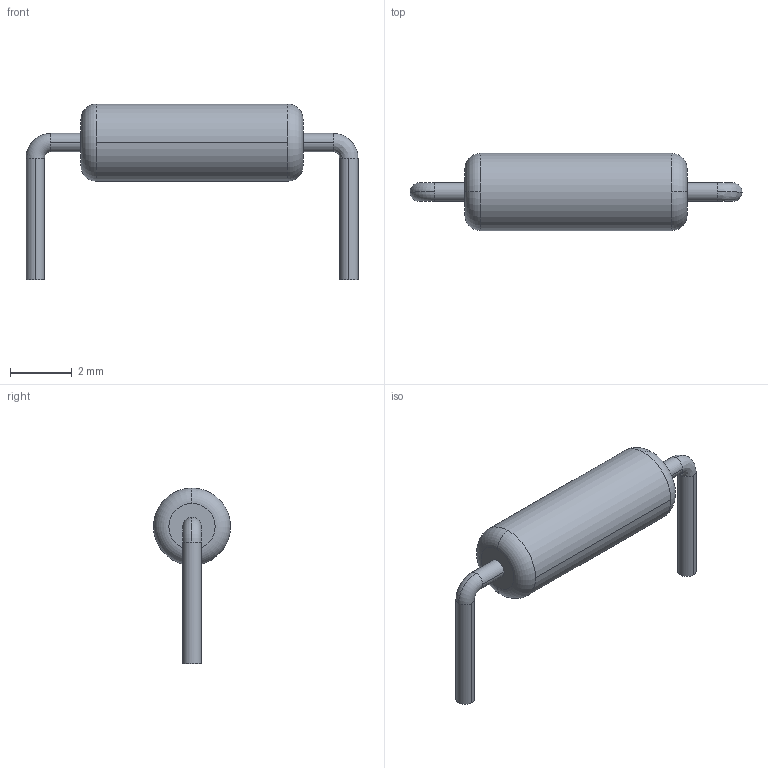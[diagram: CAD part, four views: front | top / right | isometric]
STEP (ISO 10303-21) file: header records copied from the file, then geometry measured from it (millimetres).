
FILE_DESCRIPTION((''),'2;1');
FILE_NAME('RES1016-720X250.stp','2013-01-28T09:54:34',(''),(''),'Mechanical Desktop 2011','Mechanical Desktop 2011',', , ');
FILE_SCHEMA(('AUTOMOTIVE_DESIGN { 1 2 10303 214 1 1 1 1 }'));
Length unit declared in the file: millimetre
Products named in the file (1): Product
Bounding box: 10.76 x 2.5 x 5.7 mm (x, y, z)
Volume: 37.8 mm3; surface area: 85.4 mm2
Topology: 3 solids, 3 shells, 24 faces, 62 edges, 50 vertices
Faces by surface type: bspline 8, torus 6, cylinder 6, plane 4
Entity records: 956 total; most frequent: CARTESIAN_POINT 295, DIRECTION 144, ORIENTED_EDGE 112, AXIS2_PLACEMENT_3D 65, EDGE_CURVE 56, CIRCLE 48, VERTEX_POINT 38, EDGE_LOOP 24
